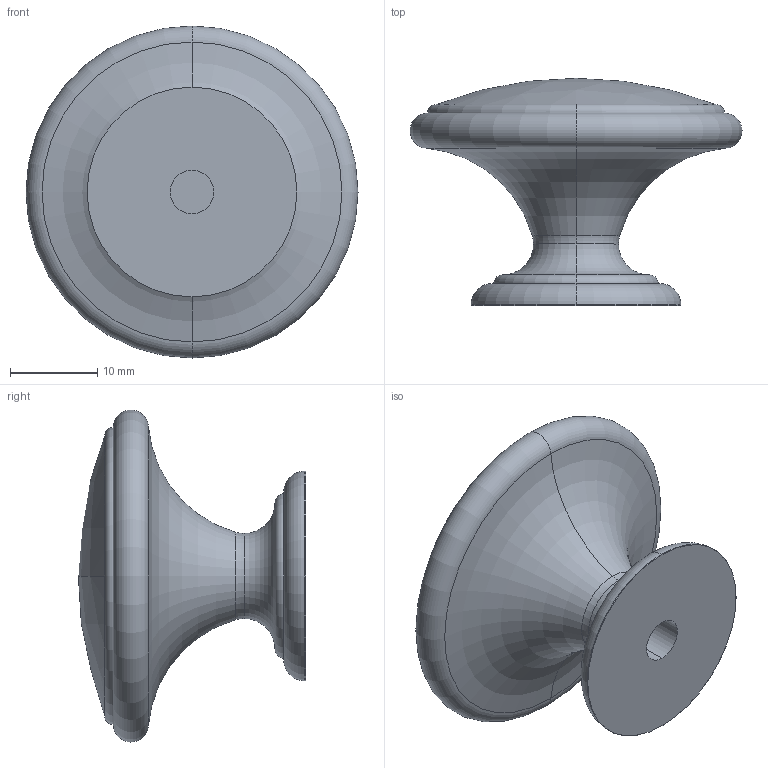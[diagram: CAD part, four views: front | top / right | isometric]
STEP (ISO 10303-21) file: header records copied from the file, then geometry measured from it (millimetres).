
FILE_DESCRIPTION (( 'STEP AP203' ), '1' );
FILE_NAME ('HDL18_STEP_V10421.STEP', '2021-04-22T08:12:12', ( '' ), ( '' ), 'SwSTEP 2.0', 'SolidWorks 2019', '' );
FILE_SCHEMA (( 'CONFIG_CONTROL_DESIGN' ));
Length unit declared in the file: millimetre
Products named in the file (1): HDL18_STEP_V10421
Bounding box: 38 x 26 x 38 mm (x, y, z)
Volume: 10540 mm3; surface area: 3953.5 mm2
Topology: 1 solids, 1 shells, 23 faces, 46 edges, 27 vertices
Faces by surface type: torus 14, cylinder 4, plane 3, sphere 2
Entity records: 691 total; most frequent: DIRECTION 136, CARTESIAN_POINT 97, ORIENTED_EDGE 92, AXIS2_PLACEMENT_3D 66, EDGE_CURVE 46, CIRCLE 42, VERTEX_POINT 27, EDGE_LOOP 25
